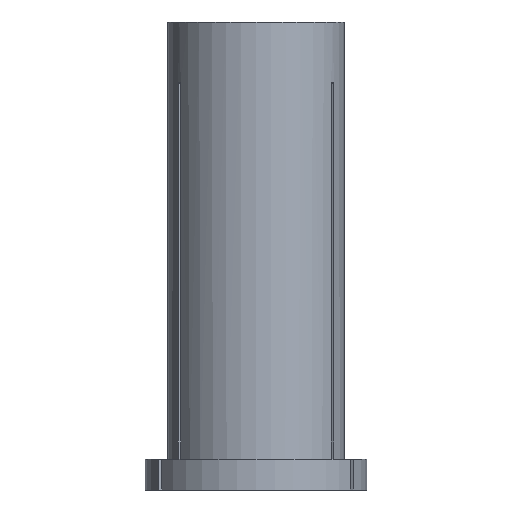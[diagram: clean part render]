
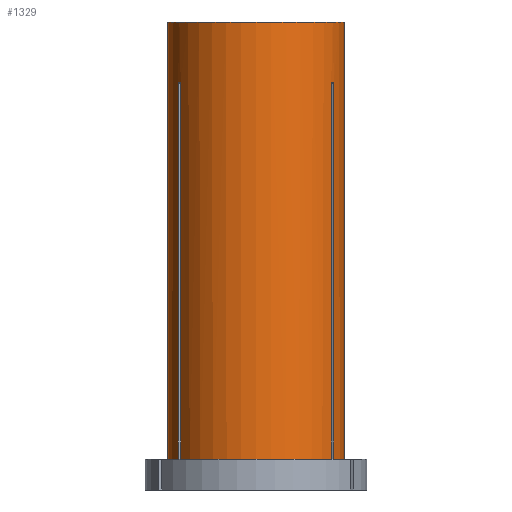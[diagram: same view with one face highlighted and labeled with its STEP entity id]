
A CAD part, front view. The second image highlights one B-rep face of the part: STEP entity #1329.
In plain terms, the highlighted cylindrical face has radius 10 mm (diameter 20 mm), a partial arc.
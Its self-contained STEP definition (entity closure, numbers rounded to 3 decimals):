
#7 = CARTESIAN_POINT ( 'NONE',  ( -8.806, -4.738, -49.4 ) ) ;
#26 = ORIENTED_EDGE ( 'NONE', *, *, #411, .T. ) ;
#34 = CARTESIAN_POINT ( 'NONE',  ( 8.506, -5.258, -6.812 ) ) ;
#35 = CARTESIAN_POINT ( 'NONE',  ( -8.506, -5.258, -49.4 ) ) ;
#41 = LINE ( 'NONE', #834, #1213 ) ;
#48 = VECTOR ( 'NONE', #1015, 1000. ) ;
#54 = EDGE_CURVE ( 'NONE', #1154, #294, #527, .T. ) ;
#76 = CARTESIAN_POINT ( 'NONE',  ( -10., 0., 0. ) ) ;
#78 = VERTEX_POINT ( 'NONE', #691 ) ;
#81 = ORIENTED_EDGE ( 'NONE', *, *, #124, .T. ) ;
#86 = CIRCLE ( 'NONE', #468, 10. ) ;
#88 = EDGE_CURVE ( 'NONE', #1064, #910, #731, .T. ) ;
#90 = EDGE_LOOP ( 'NONE', ( #197, #625, #26, #1234, #1268, #623, #81, #494, #1534, #398, #641, #1480 ) ) ;
#111 = VECTOR ( 'NONE', #222, 1000. ) ;
#116 = LINE ( 'NONE', #911, #48 ) ;
#123 = DIRECTION ( 'NONE',  ( 0., 0., 1. ) ) ;
#124 = EDGE_CURVE ( 'NONE', #678, #1154, #454, .T. ) ;
#160 = DIRECTION ( 'NONE',  ( 0., 0., 1. ) ) ;
#197 = ORIENTED_EDGE ( 'NONE', *, *, #540, .F. ) ;
#216 = VECTOR ( 'NONE', #908, 1000. ) ;
#218 = AXIS2_PLACEMENT_3D ( 'NONE', #720, #160, #597 ) ;
#222 = DIRECTION ( 'NONE',  ( 0., 0., 1. ) ) ;
#239 = EDGE_CURVE ( 'NONE', #1259, #294, #1044, .T. ) ;
#246 = VERTEX_POINT ( 'NONE', #1375 ) ;
#256 = LINE ( 'NONE', #817, #216 ) ;
#291 = LINE ( 'NONE', #1019, #111 ) ;
#294 = VERTEX_POINT ( 'NONE', #616 ) ;
#325 = EDGE_CURVE ( 'NONE', #246, #1422, #1343, .T. ) ;
#345 = AXIS2_PLACEMENT_3D ( 'NONE', #940, #1266, #510 ) ;
#398 = ORIENTED_EDGE ( 'NONE', *, *, #1199, .T. ) ;
#411 = EDGE_CURVE ( 'NONE', #1422, #732, #291, .T. ) ;
#414 = CARTESIAN_POINT ( 'NONE',  ( -8.806, -4.738, -6.812 ) ) ;
#432 = AXIS2_PLACEMENT_3D ( 'NONE', #1247, #857, #948 ) ;
#454 = LINE ( 'NONE', #1316, #1082 ) ;
#468 = AXIS2_PLACEMENT_3D ( 'NONE', #1344, #939, #1254 ) ;
#494 = ORIENTED_EDGE ( 'NONE', *, *, #54, .T. ) ;
#510 = DIRECTION ( 'NONE',  ( 1., 0., 0. ) ) ;
#515 = CARTESIAN_POINT ( 'NONE',  ( 8.759, -4.826, -6.81 ) ) ;
#527 = B_SPLINE_CURVE_WITH_KNOTS ( 'NONE', 3,
 ( #34, #1442, #1491, #515, #555 ),
 .UNSPECIFIED., .F., .F.,
 ( 4, 1, 4 ),
 ( 0.065, 0.065, 0.065 ),
 .UNSPECIFIED. ) ;
#540 = EDGE_CURVE ( 'NONE', #246, #1064, #41, .T. ) ;
#555 = CARTESIAN_POINT ( 'NONE',  ( 8.806, -4.738, -6.812 ) ) ;
#597 = DIRECTION ( 'NONE',  ( 1., 0., 0. ) ) ;
#616 = CARTESIAN_POINT ( 'NONE',  ( 8.806, -4.738, -6.812 ) ) ;
#623 = ORIENTED_EDGE ( 'NONE', *, *, #1470, .T. ) ;
#625 = ORIENTED_EDGE ( 'NONE', *, *, #325, .T. ) ;
#641 = ORIENTED_EDGE ( 'NONE', *, *, #907, .T. ) ;
#653 = B_SPLINE_CURVE_WITH_KNOTS ( 'NONE', 3,
 ( #414, #954, #1104, #1514, #987 ),
 .UNSPECIFIED., .F., .F.,
 ( 4, 1, 4 ),
 ( 0.059, 0.059, 0.06 ),
 .UNSPECIFIED. ) ;
#678 = VERTEX_POINT ( 'NONE', #1533 ) ;
#690 = CARTESIAN_POINT ( 'NONE',  ( 10., 0., 0. ) ) ;
#691 = CARTESIAN_POINT ( 'NONE',  ( -8.506, -5.258, -6.812 ) ) ;
#709 = DIRECTION ( 'NONE',  ( 1., 0., 0. ) ) ;
#712 = EDGE_CURVE ( 'NONE', #732, #78, #653, .T. ) ;
#720 = CARTESIAN_POINT ( 'NONE',  ( 0., 0., -49.4 ) ) ;
#731 = CIRCLE ( 'NONE', #345, 10. ) ;
#732 = VERTEX_POINT ( 'NONE', #1136 ) ;
#771 = VERTEX_POINT ( 'NONE', #35 ) ;
#775 = CIRCLE ( 'NONE', #218, 10. ) ;
#798 = DIRECTION ( 'NONE',  ( 0., 0., 1. ) ) ;
#817 = CARTESIAN_POINT ( 'NONE',  ( -8.506, -5.258, 0. ) ) ;
#834 = CARTESIAN_POINT ( 'NONE',  ( -10., 0., 0. ) ) ;
#846 = CYLINDRICAL_SURFACE ( 'NONE', #1335, 10. ) ;
#857 = DIRECTION ( 'NONE',  ( 0., 0., 1. ) ) ;
#866 = VERTEX_POINT ( 'NONE', #1038 ) ;
#907 = EDGE_CURVE ( 'NONE', #866, #910, #116, .T. ) ;
#908 = DIRECTION ( 'NONE',  ( 0., 0., 1. ) ) ;
#910 = VERTEX_POINT ( 'NONE', #690 ) ;
#911 = CARTESIAN_POINT ( 'NONE',  ( 10., 0., 0. ) ) ;
#931 = EDGE_CURVE ( 'NONE', #771, #78, #256, .T. ) ;
#933 = FACE_OUTER_BOUND ( 'NONE', #90, .T. ) ;
#939 = DIRECTION ( 'NONE',  ( 0., 0., 1. ) ) ;
#940 = CARTESIAN_POINT ( 'NONE',  ( 0., 0., 0. ) ) ;
#944 = DIRECTION ( 'NONE',  ( 0., 0., 1. ) ) ;
#948 = DIRECTION ( 'NONE',  ( 1., 0., 0. ) ) ;
#954 = CARTESIAN_POINT ( 'NONE',  ( -8.759, -4.826, -6.81 ) ) ;
#987 = CARTESIAN_POINT ( 'NONE',  ( -8.506, -5.258, -6.812 ) ) ;
#1015 = DIRECTION ( 'NONE',  ( 0., 0., 1. ) ) ;
#1019 = CARTESIAN_POINT ( 'NONE',  ( -8.806, -4.738, 0. ) ) ;
#1038 = CARTESIAN_POINT ( 'NONE',  ( 10., 0., -49.4 ) ) ;
#1044 = LINE ( 'NONE', #1111, #1400 ) ;
#1064 = VERTEX_POINT ( 'NONE', #76 ) ;
#1082 = VECTOR ( 'NONE', #798, 1000. ) ;
#1104 = CARTESIAN_POINT ( 'NONE',  ( -8.662, -5., -6.808 ) ) ;
#1111 = CARTESIAN_POINT ( 'NONE',  ( 8.806, -4.738, 0. ) ) ;
#1136 = CARTESIAN_POINT ( 'NONE',  ( -8.806, -4.738, -6.812 ) ) ;
#1154 = VERTEX_POINT ( 'NONE', #1231 ) ;
#1199 = EDGE_CURVE ( 'NONE', #1259, #866, #86, .T. ) ;
#1213 = VECTOR ( 'NONE', #944, 1000. ) ;
#1231 = CARTESIAN_POINT ( 'NONE',  ( 8.506, -5.258, -6.812 ) ) ;
#1234 = ORIENTED_EDGE ( 'NONE', *, *, #712, .T. ) ;
#1247 = CARTESIAN_POINT ( 'NONE',  ( 0., 0., -49.4 ) ) ;
#1254 = DIRECTION ( 'NONE',  ( 1., 0., 0. ) ) ;
#1259 = VERTEX_POINT ( 'NONE', #1327 ) ;
#1266 = DIRECTION ( 'NONE',  ( 0., 0., 1. ) ) ;
#1268 = ORIENTED_EDGE ( 'NONE', *, *, #931, .F. ) ;
#1295 = CARTESIAN_POINT ( 'NONE',  ( 0., 0., 0. ) ) ;
#1316 = CARTESIAN_POINT ( 'NONE',  ( 8.506, -5.258, 0. ) ) ;
#1327 = CARTESIAN_POINT ( 'NONE',  ( 8.806, -4.738, -49.4 ) ) ;
#1329 = ADVANCED_FACE ( 'NONE', ( #933 ), #846, .T. ) ;
#1335 = AXIS2_PLACEMENT_3D ( 'NONE', #1295, #1458, #709 ) ;
#1343 = CIRCLE ( 'NONE', #432, 10. ) ;
#1344 = CARTESIAN_POINT ( 'NONE',  ( 0., 0., -49.4 ) ) ;
#1375 = CARTESIAN_POINT ( 'NONE',  ( -10., 0., -49.4 ) ) ;
#1400 = VECTOR ( 'NONE', #123, 1000. ) ;
#1422 = VERTEX_POINT ( 'NONE', #7 ) ;
#1442 = CARTESIAN_POINT ( 'NONE',  ( 8.559, -5.173, -6.81 ) ) ;
#1458 = DIRECTION ( 'NONE',  ( 0., 0., 1. ) ) ;
#1470 = EDGE_CURVE ( 'NONE', #771, #678, #775, .T. ) ;
#1480 = ORIENTED_EDGE ( 'NONE', *, *, #88, .F. ) ;
#1491 = CARTESIAN_POINT ( 'NONE',  ( 8.661, -5.001, -6.808 ) ) ;
#1514 = CARTESIAN_POINT ( 'NONE',  ( -8.559, -5.172, -6.81 ) ) ;
#1533 = CARTESIAN_POINT ( 'NONE',  ( 8.506, -5.258, -49.4 ) ) ;
#1534 = ORIENTED_EDGE ( 'NONE', *, *, #239, .F. ) ;
